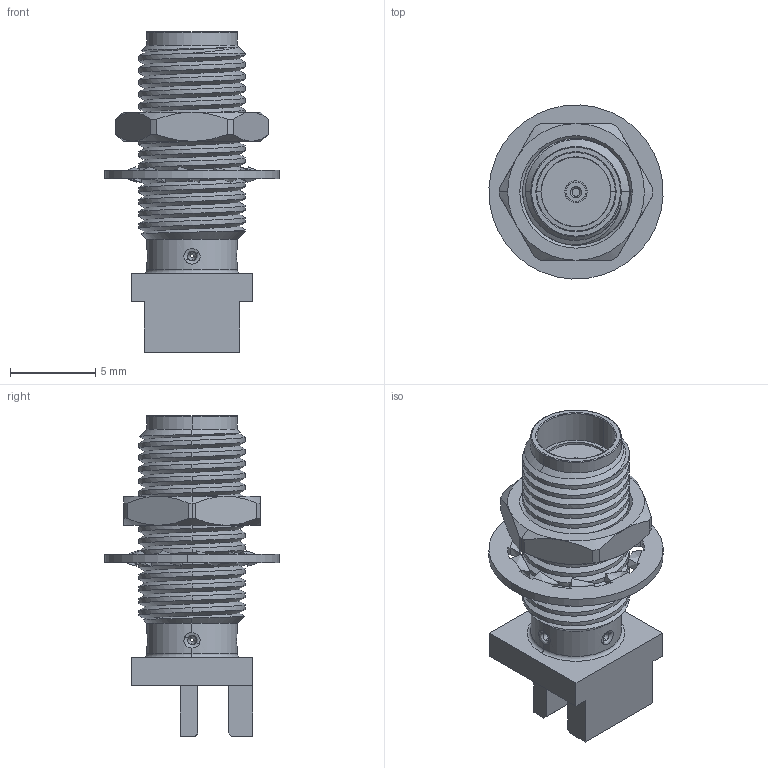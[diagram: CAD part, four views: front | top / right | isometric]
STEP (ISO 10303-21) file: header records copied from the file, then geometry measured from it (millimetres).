
FILE_DESCRIPTION (( 'STEP AP214' ), '1' );
FILE_NAME ('30-462-D3-1.8.STEP', '2024-08-12T08:52:41', ( '' ), ( '' ), 'SwSTEP 2.0', 'SolidWorks 2024', '' );
FILE_SCHEMA (( 'AUTOMOTIVE_DESIGN' ));
Length unit declared in the file: millimetre
Products named in the file (1): 30-462-D3-1.8
Bounding box: 10.19 x 10.19 x 18.77 mm (x, y, z)
Surface area: 921.3 mm2 (no closed solid volume)
Topology: 0 solids, 8 shells, 221 faces, 609 edges, 395 vertices
Faces by surface type: plane 65, cylinder 64, bspline 51, cone 35, torus 6
Entity records: 9676 total; most frequent: CARTESIAN_POINT 4565, ORIENTED_EDGE 1171, DIRECTION 891, EDGE_CURVE 609, VERTEX_POINT 395, AXIS2_PLACEMENT_3D 306, VECTOR 279, LINE 279
